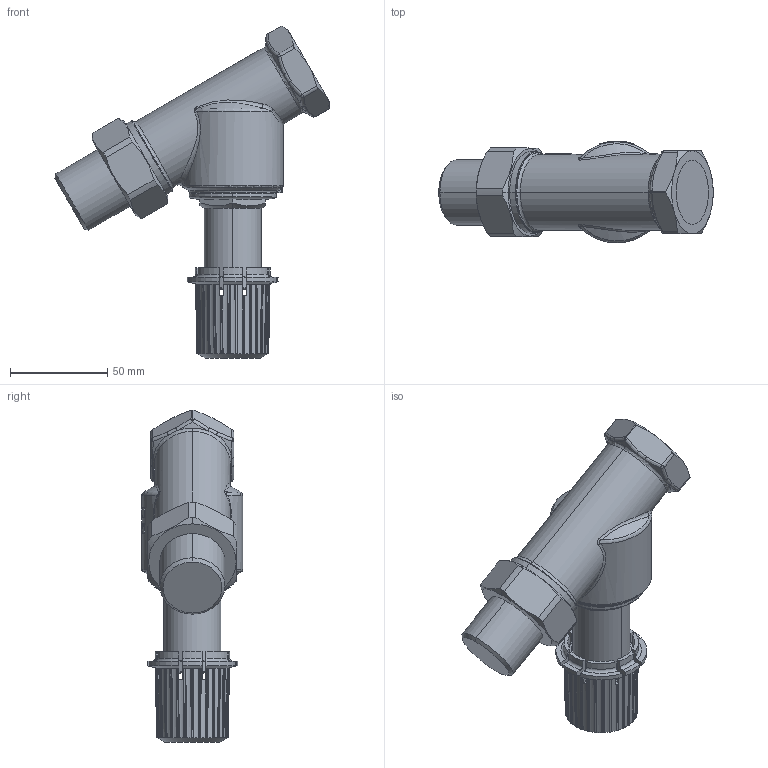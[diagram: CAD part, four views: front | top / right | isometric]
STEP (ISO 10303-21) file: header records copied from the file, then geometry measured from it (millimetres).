
FILE_DESCRIPTION((''),'2;1');
FILE_NAME('003L6028-BIM_SW0001','2023-05-15T09:52:29',('F09560'),(''),'CREO PARAMETRIC BY PTC INC, 2022124','CREO PARAMETRIC BY PTC INC, 2022124','');
FILE_SCHEMA(('AUTOMOTIVE_DESIGN { 1 0 10303 214 1 1 1 1 }'));
Products named in the file (1): 003L6028-BIM_SW0001
Bounding box: 141.23 x 52.38 x 170.85 mm (x, y, z)
Volume: 174830.2 mm3; surface area: 67123.1 mm2
Topology: 1 solids, 1 shells, 857 faces, 2391 edges, 1545 vertices
Faces by surface type: cylinder 236, plane 213, bspline 189, cone 107, extrusion 72, torus 35, sphere 5
Entity records: 52026 total; most frequent: CARTESIAN_POINT 28280, ORIENTED_EDGE 4782, DIRECTION 3069, EDGE_CURVE 2391, VERTEX_POINT 1545, B_SPLINE_CURVE_WITH_KNOTS 1239, AXIS2_PLACEMENT_3D 1163, EDGE_LOOP 886
